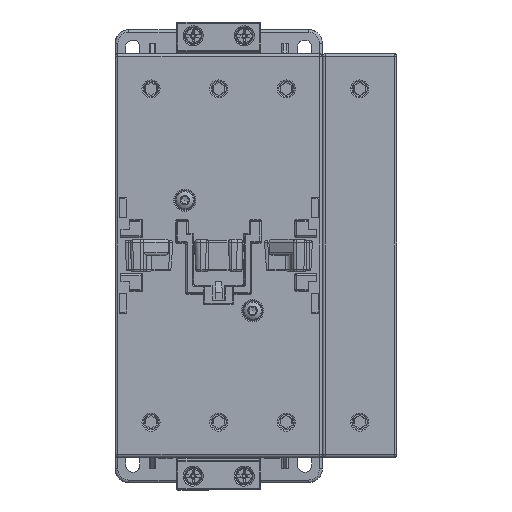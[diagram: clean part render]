
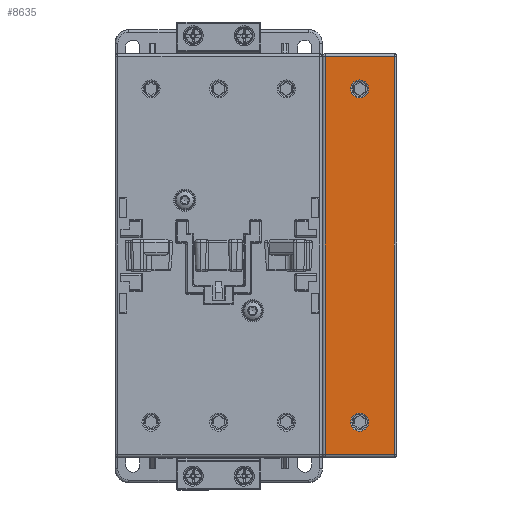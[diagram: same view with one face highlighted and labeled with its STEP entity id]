
A CAD part, top view. The second image highlights one B-rep face of the part: STEP entity #8635.
In plain terms, the highlighted planar face has unit normal (0, 0, 1).
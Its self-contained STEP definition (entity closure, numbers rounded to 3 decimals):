
#2853=FACE_BOUND('',#20575,.T.);
#2854=FACE_BOUND('',#20576,.T.);
#2855=FACE_BOUND('',#20577,.T.);
#8635=ADVANCED_FACE('',(#2853,#2854,#2855),#11132,.F.);
#11132=PLANE('',#87294);
#20575=EDGE_LOOP('',(#58832,#58833,#58834,#58835));
#20576=EDGE_LOOP('',(#58836));
#20577=EDGE_LOOP('',(#58837));
#28069=LINE('',#144514,#35563);
#28070=LINE('',#144522,#35564);
#28071=LINE('',#144528,#35565);
#28072=LINE('',#144530,#35566);
#35563=VECTOR('',#109744,1.);
#35564=VECTOR('',#109757,1.);
#35565=VECTOR('',#109764,1.);
#35566=VECTOR('',#109767,1.);
#58832=ORIENTED_EDGE('',*,*,#77587,.F.);
#58833=ORIENTED_EDGE('',*,*,#77594,.F.);
#58834=ORIENTED_EDGE('',*,*,#77595,.F.);
#58835=ORIENTED_EDGE('',*,*,#77591,.F.);
#58836=ORIENTED_EDGE('',*,*,#77596,.F.);
#58837=ORIENTED_EDGE('',*,*,#77597,.F.);
#66226=VERTEX_POINT('',#144513);
#66227=VERTEX_POINT('',#144515);
#66228=VERTEX_POINT('',#144523);
#66229=VERTEX_POINT('',#144527);
#66230=VERTEX_POINT('',#144532);
#66231=VERTEX_POINT('',#144534);
#77587=EDGE_CURVE('',#66226,#66227,#28069,.T.);
#77591=EDGE_CURVE('',#66227,#66228,#28070,.T.);
#77594=EDGE_CURVE('',#66229,#66226,#28071,.T.);
#77595=EDGE_CURVE('',#66228,#66229,#28072,.T.);
#77596=EDGE_CURVE('',#66230,#66230,#79767,.T.);
#77597=EDGE_CURVE('',#66231,#66231,#79768,.T.);
#79767=CIRCLE('',#87292,3.268);
#79768=CIRCLE('',#87293,3.268);
#87292=AXIS2_PLACEMENT_3D('',#144531,#109768,#109769);
#87293=AXIS2_PLACEMENT_3D('',#144533,#109770,#109771);
#87294=AXIS2_PLACEMENT_3D('',#144535,#109772,#109773);
#109744=DIRECTION('',(0.,1.,0.));
#109757=DIRECTION('',(1.,0.,0.));
#109764=DIRECTION('',(-1.,0.,0.));
#109767=DIRECTION('',(0.,-1.,0.));
#109768=DIRECTION('',(0.,0.,1.));
#109769=DIRECTION('',(-1.,0.,0.));
#109770=DIRECTION('',(0.,0.,1.));
#109771=DIRECTION('',(-1.,0.,0.));
#109772=DIRECTION('',(0.,0.,-1.));
#109773=DIRECTION('',(0.,-1.,0.));
#144513=CARTESIAN_POINT('',(38.5,-71.,131.6));
#144514=CARTESIAN_POINT('',(38.5,-34.45,131.6));
#144515=CARTESIAN_POINT('',(38.5,73.,131.6));
#144522=CARTESIAN_POINT('',(44.75,73.,131.6));
#144523=CARTESIAN_POINT('',(63.5,73.,131.6));
#144527=CARTESIAN_POINT('',(63.5,-71.,131.6));
#144528=CARTESIAN_POINT('',(57.25,-71.,131.6));
#144530=CARTESIAN_POINT('',(63.5,34.55,131.6));
#144531=CARTESIAN_POINT('',(51.,-59.3,131.6));
#144532=CARTESIAN_POINT('',(54.268,-59.3,131.6));
#144533=CARTESIAN_POINT('',(51.,61.3,131.6));
#144534=CARTESIAN_POINT('',(54.268,61.3,131.6));
#144535=CARTESIAN_POINT('',(51.,-0.9,131.6));
